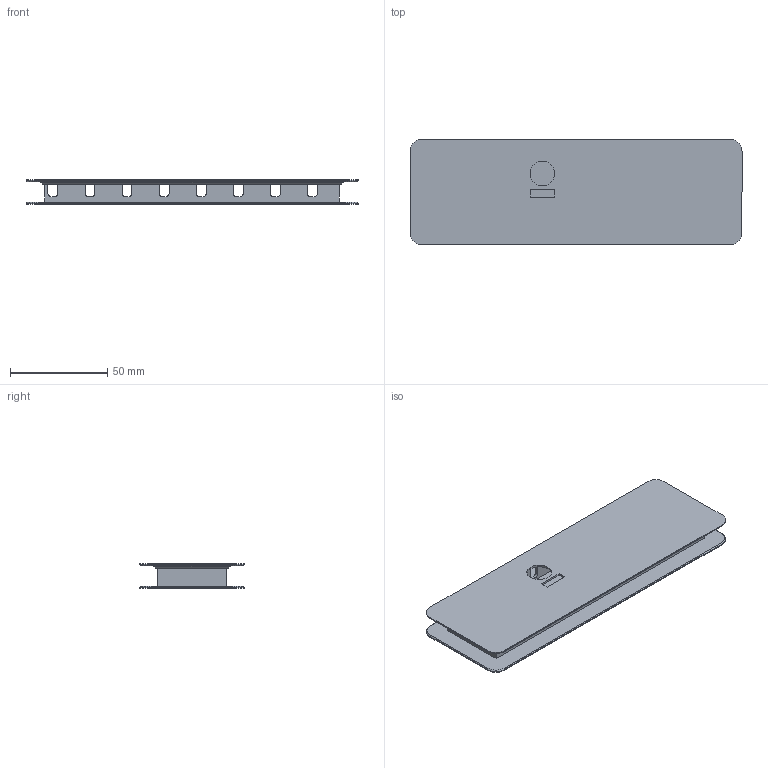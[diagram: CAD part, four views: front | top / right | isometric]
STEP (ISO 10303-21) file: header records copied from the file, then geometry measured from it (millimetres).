
FILE_DESCRIPTION (( 'STEP AP214' ), '1' );
FILE_NAME ('BoardBox.STEP', '2025-11-16T15:20:32', ( '' ), ( '' ), 'SwSTEP 2.0', 'SolidWorks 2025', '' );
FILE_SCHEMA (( 'AUTOMOTIVE_DESIGN' ));
Length unit declared in the file: inch
Products named in the file (1): BoardBox
Bounding box: 170.69 x 54.36 x 12.45 mm (x, y, z)
Volume: 27508.7 mm3; surface area: 45793.9 mm2
Topology: 2 solids, 2 shells, 243 faces, 664 edges, 430 vertices
Faces by surface type: plane 193, cylinder 42, cone 8
Entity records: 7612 total; most frequent: CARTESIAN_POINT 1338, ORIENTED_EDGE 1328, DIRECTION 1244, EDGE_CURVE 664, LINE 572, VECTOR 572, VERTEX_POINT 430, AXIS2_PLACEMENT_3D 336
